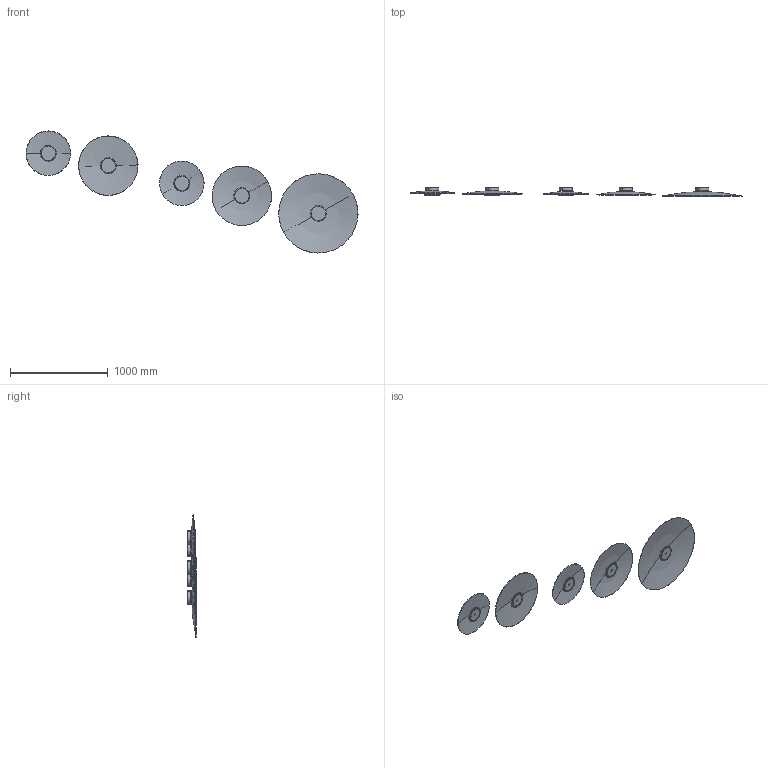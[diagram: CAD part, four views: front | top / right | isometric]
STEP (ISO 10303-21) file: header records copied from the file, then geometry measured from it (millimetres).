
FILE_DESCRIPTION (( 'STEP AP214' ), '1' );
FILE_NAME ('Pablo Designs - Sky Dome Flush - Share CAD - 050923.STEP', '2023-05-09T19:03:01', ( '' ), ( '' ), 'SwSTEP 2.0', 'SolidWorks 2019', '' );
FILE_SCHEMA (( 'AUTOMOTIVE_DESIGN' ));
Length unit declared in the file: inch
Products named in the file (5): Sky Pendant, Shade, Dome, Pressed Wood, Ø18_config; pablo-designs---sky-dome-flush---no shades; Sky Pendant, Shade, Dome, Pressed Wood, Ø24, v3, 060520.step; Pablo Designs - Sky Dome Flush - Share CAD - 050923; pablo-designs---sky-dome-flush---share-cad---030123PART
Assembly tree (4 placements, depth 2):
  Pablo Designs - Sky Dome Flush - Share CAD - 050923
    pablo-designs---sky-dome-flush---no shades
    Sky Pendant, Shade, Dome, Pressed Wood, Ø18_config
    Sky Pendant, Shade, Dome, Pressed Wood, Ø24, v3, 060520.step
    pablo-designs---sky-dome-flush---share-cad---030123PART
Bounding box: 3403.44 x 84.39 x 1252.2 mm (x, y, z)
Volume: 5129146.4 mm3; surface area: 3864569.9 mm2
Topology: 45 solids, 45 shells, 1060 faces, 2529 edges, 1609 vertices
Faces by surface type: cylinder 446, plane 329, cone 165, torus 100, sphere 20
Entity records: 46901 total; most frequent: CARTESIAN_POINT 6899, DIRECTION 5956, ORIENTED_EDGE 5042, EDGE_CURVE 2521, AXIS2_PLACEMENT_3D 2450, VERTEX_POINT 1609, CIRCLE 1383, EDGE_LOOP 1214
